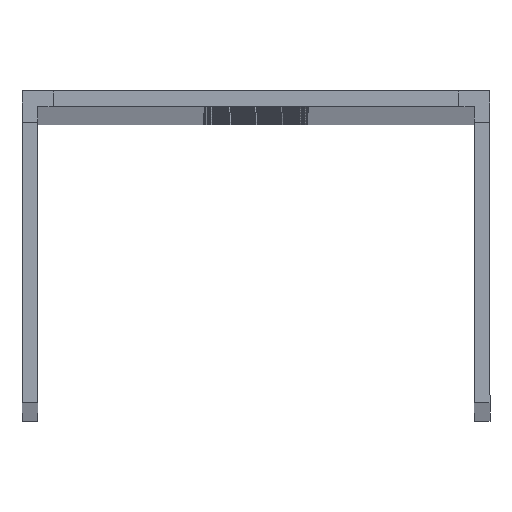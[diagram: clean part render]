
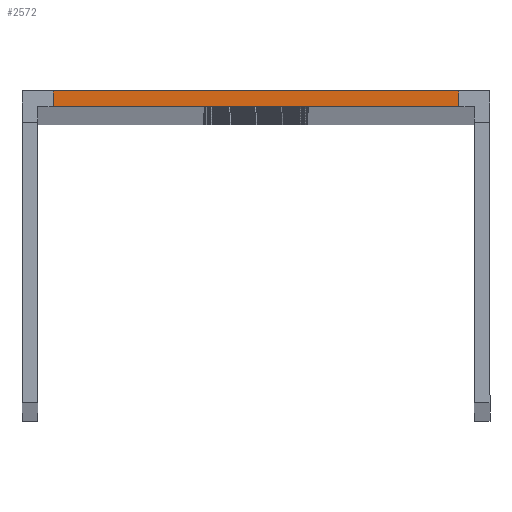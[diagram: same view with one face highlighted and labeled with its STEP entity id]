
A CAD part, top view. The second image highlights one B-rep face of the part: STEP entity #2572.
In plain terms, the highlighted planar face has unit normal (0, 0, 1).
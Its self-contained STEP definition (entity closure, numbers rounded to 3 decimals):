
#327=FACE_OUTER_BOUND('',#495,.T.);
#495=EDGE_LOOP('',(#2252,#2253,#2254,#2255));
#511=LINE('',#3530,#759);
#577=LINE('',#3762,#825);
#631=LINE('',#3968,#879);
#744=LINE('',#4194,#992);
#759=VECTOR('',#2835,10.);
#825=VECTOR('',#3007,10.);
#879=VECTOR('',#3163,10.);
#992=VECTOR('',#3490,10.);
#1006=VERTEX_POINT('',#3527);
#1007=VERTEX_POINT('',#3529);
#1119=VERTEX_POINT('',#3759);
#1120=VERTEX_POINT('',#3761);
#1239=EDGE_CURVE('',#1007,#1006,#511,.T.);
#1355=EDGE_CURVE('',#1120,#1119,#577,.T.);
#1459=EDGE_CURVE('',#1007,#1119,#631,.T.);
#1572=EDGE_CURVE('',#1006,#1120,#744,.T.);
#2252=ORIENTED_EDGE('',*,*,#1459,.F.);
#2253=ORIENTED_EDGE('',*,*,#1239,.T.);
#2254=ORIENTED_EDGE('',*,*,#1572,.T.);
#2255=ORIENTED_EDGE('',*,*,#1355,.T.);
#2335=PLANE('',#2813);
#2572=ADVANCED_FACE('',(#327),#2335,.T.);
#2813=AXIS2_PLACEMENT_3D('',#4196,#3492,#3493);
#2835=DIRECTION('',(-1.,0.,0.));
#3007=DIRECTION('',(1.,0.,0.));
#3163=DIRECTION('',(0.,-1.,0.));
#3490=DIRECTION('',(0.,-1.,0.));
#3492=DIRECTION('center_axis',(0.,0.,1.));
#3493=DIRECTION('ref_axis',(1.,0.,0.));
#3527=CARTESIAN_POINT('',(3.,30.,1000.));
#3529=CARTESIAN_POINT('',(42.,30.,1000.));
#3530=CARTESIAN_POINT('',(-27.122,30.,1000.));
#3759=CARTESIAN_POINT('',(42.,28.5,1000.));
#3761=CARTESIAN_POINT('',(3.,28.5,1000.));
#3762=CARTESIAN_POINT('',(-27.122,28.5,1000.));
#3968=CARTESIAN_POINT('',(42.,28.744,1000.));
#4194=CARTESIAN_POINT('',(3.,28.744,1000.));
#4196=CARTESIAN_POINT('Origin',(3.,30.,1000.));
